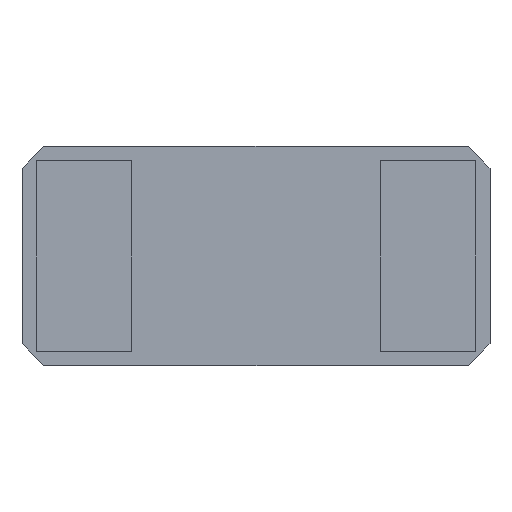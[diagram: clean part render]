
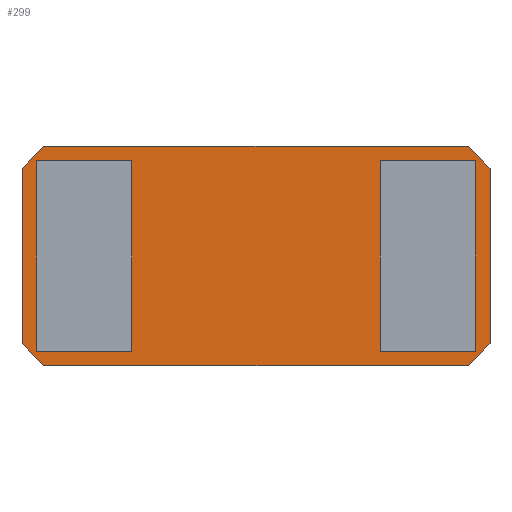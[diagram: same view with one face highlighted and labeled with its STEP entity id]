
A CAD part, front view. The second image highlights one B-rep face of the part: STEP entity #299.
In plain terms, the highlighted planar face has unit normal (0, -1, 0).
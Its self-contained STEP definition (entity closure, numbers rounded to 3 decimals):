
#4 = CARTESIAN_POINT ( 'NONE',  ( -0.85, 0., -0.65 ) ) ;
#6 = CARTESIAN_POINT ( 'NONE',  ( -0.85, 0., -0.65 ) ) ;
#16 = CARTESIAN_POINT ( 'NONE',  ( 0.85, 0., 0.65 ) ) ;
#18 = VERTEX_POINT ( 'NONE', #146 ) ;
#19 = AXIS2_PLACEMENT_3D ( 'NONE', #541, #655, #828 ) ;
#25 = ORIENTED_EDGE ( 'NONE', *, *, #372, .T. ) ;
#26 = CARTESIAN_POINT ( 'NONE',  ( -1.6, 0., -0.6 ) ) ;
#32 = DIRECTION ( 'NONE',  ( -1., 0., 0. ) ) ;
#49 = DIRECTION ( 'NONE',  ( 0., 0., 1. ) ) ;
#61 = CARTESIAN_POINT ( 'NONE',  ( -1.6, 0., 0.6 ) ) ;
#83 = DIRECTION ( 'NONE',  ( 0., 0., -1. ) ) ;
#86 = ORIENTED_EDGE ( 'NONE', *, *, #1203, .T. ) ;
#93 = DIRECTION ( 'NONE',  ( 1., 0., 0. ) ) ;
#94 = LINE ( 'NONE', #288, #635 ) ;
#96 = ORIENTED_EDGE ( 'NONE', *, *, #539, .T. ) ;
#105 = EDGE_CURVE ( 'NONE', #602, #439, #94, .T. ) ;
#111 = LINE ( 'NONE', #983, #224 ) ;
#119 = ORIENTED_EDGE ( 'NONE', *, *, #1234, .F. ) ;
#124 = CARTESIAN_POINT ( 'NONE',  ( 1.5, 0., -0.65 ) ) ;
#135 = DIRECTION ( 'NONE',  ( 0., 0., -1. ) ) ;
#146 = CARTESIAN_POINT ( 'NONE',  ( 1.5, 0., -0.65 ) ) ;
#156 = CARTESIAN_POINT ( 'NONE',  ( -1.45, 0., 0.75 ) ) ;
#162 = CARTESIAN_POINT ( 'NONE',  ( -1.6, 0., 0.6 ) ) ;
#165 = VECTOR ( 'NONE', #211, 1000. ) ;
#174 = EDGE_CURVE ( 'NONE', #338, #1089, #233, .T. ) ;
#197 = DIRECTION ( 'NONE',  ( 1., 0., 0. ) ) ;
#198 = VERTEX_POINT ( 'NONE', #16 ) ;
#199 = DIRECTION ( 'NONE',  ( -0.707, 0., -0.707 ) ) ;
#211 = DIRECTION ( 'NONE',  ( 0., 0., -1. ) ) ;
#223 = ORIENTED_EDGE ( 'NONE', *, *, #1167, .F. ) ;
#224 = VECTOR ( 'NONE', #197, 1000. ) ;
#225 = VECTOR ( 'NONE', #232, 1000. ) ;
#232 = DIRECTION ( 'NONE',  ( 0., 0., 1. ) ) ;
#233 = LINE ( 'NONE', #421, #953 ) ;
#243 = ORIENTED_EDGE ( 'NONE', *, *, #981, .T. ) ;
#248 = CARTESIAN_POINT ( 'NONE',  ( -1.5, 0., -0.65 ) ) ;
#257 = LINE ( 'NONE', #162, #937 ) ;
#270 = ORIENTED_EDGE ( 'NONE', *, *, #1191, .T. ) ;
#285 = EDGE_CURVE ( 'NONE', #1089, #801, #1128, .T. ) ;
#288 = CARTESIAN_POINT ( 'NONE',  ( 1.6, 0., 0.6 ) ) ;
#291 = VECTOR ( 'NONE', #32, 1000. ) ;
#299 = ADVANCED_FACE ( 'NONE', ( #442, #448, #844 ), #663, .T. ) ;
#300 = EDGE_LOOP ( 'NONE', ( #119, #1036, #223, #667, #830, #605, #902, #1042 ) ) ;
#322 = VERTEX_POINT ( 'NONE', #739 ) ;
#338 = VERTEX_POINT ( 'NONE', #61 ) ;
#341 = DIRECTION ( 'NONE',  ( 1., 0., 0. ) ) ;
#351 = DIRECTION ( 'NONE',  ( 0.707, 0., -0.707 ) ) ;
#355 = VECTOR ( 'NONE', #821, 1000. ) ;
#361 = LINE ( 'NONE', #651, #1072 ) ;
#372 = EDGE_CURVE ( 'NONE', #198, #450, #945, .T. ) ;
#373 = VECTOR ( 'NONE', #135, 1000. ) ;
#378 = VERTEX_POINT ( 'NONE', #1238 ) ;
#413 = EDGE_LOOP ( 'NONE', ( #243, #96, #1180, #588 ) ) ;
#421 = CARTESIAN_POINT ( 'NONE',  ( -1.6, 0., 0.6 ) ) ;
#437 = CARTESIAN_POINT ( 'NONE',  ( -1.5, 0., -0.65 ) ) ;
#439 = VERTEX_POINT ( 'NONE', #859 ) ;
#441 = CARTESIAN_POINT ( 'NONE',  ( -1.45, 0., 0.75 ) ) ;
#442 = FACE_OUTER_BOUND ( 'NONE', #300, .T. ) ;
#447 = LINE ( 'NONE', #827, #355 ) ;
#448 = FACE_BOUND ( 'NONE', #971, .T. ) ;
#450 = VERTEX_POINT ( 'NONE', #784 ) ;
#460 = DIRECTION ( 'NONE',  ( 0., 0., 1. ) ) ;
#466 = VERTEX_POINT ( 'NONE', #480 ) ;
#480 = CARTESIAN_POINT ( 'NONE',  ( 1.45, 0., -0.75 ) ) ;
#493 = CARTESIAN_POINT ( 'NONE',  ( 1.45, 0., 0.75 ) ) ;
#508 = EDGE_CURVE ( 'NONE', #439, #466, #596, .T. ) ;
#514 = VERTEX_POINT ( 'NONE', #693 ) ;
#517 = LINE ( 'NONE', #724, #1112 ) ;
#539 = EDGE_CURVE ( 'NONE', #1032, #1059, #754, .T. ) ;
#541 = CARTESIAN_POINT ( 'NONE',  ( 0., 0., 0. ) ) ;
#570 = EDGE_CURVE ( 'NONE', #450, #18, #1219, .T. ) ;
#575 = EDGE_CURVE ( 'NONE', #801, #602, #361, .T. ) ;
#588 = ORIENTED_EDGE ( 'NONE', *, *, #1073, .T. ) ;
#596 = LINE ( 'NONE', #975, #892 ) ;
#602 = VERTEX_POINT ( 'NONE', #732 ) ;
#605 = ORIENTED_EDGE ( 'NONE', *, *, #575, .F. ) ;
#619 = CARTESIAN_POINT ( 'NONE',  ( 0.85, 0., -0.65 ) ) ;
#625 = LINE ( 'NONE', #124, #291 ) ;
#635 = VECTOR ( 'NONE', #83, 1000. ) ;
#651 = CARTESIAN_POINT ( 'NONE',  ( 1.45, 0., 0.75 ) ) ;
#655 = DIRECTION ( 'NONE',  ( 0., -1., 0. ) ) ;
#663 = PLANE ( 'NONE',  #19 ) ;
#667 = ORIENTED_EDGE ( 'NONE', *, *, #508, .F. ) ;
#678 = VECTOR ( 'NONE', #1188, 1000. ) ;
#692 = VECTOR ( 'NONE', #49, 1000. ) ;
#693 = CARTESIAN_POINT ( 'NONE',  ( -1.45, 0., -0.75 ) ) ;
#694 = VECTOR ( 'NONE', #341, 1000. ) ;
#703 = LINE ( 'NONE', #26, #678 ) ;
#709 = LINE ( 'NONE', #619, #225 ) ;
#724 = CARTESIAN_POINT ( 'NONE',  ( -1.5, 0., -0.65 ) ) ;
#732 = CARTESIAN_POINT ( 'NONE',  ( 1.6, 0., 0.6 ) ) ;
#739 = CARTESIAN_POINT ( 'NONE',  ( -1.6, 0., -0.6 ) ) ;
#754 = LINE ( 'NONE', #437, #692 ) ;
#784 = CARTESIAN_POINT ( 'NONE',  ( 1.5, 0., 0.65 ) ) ;
#801 = VERTEX_POINT ( 'NONE', #493 ) ;
#808 = DIRECTION ( 'NONE',  ( 0.707, 0., 0.707 ) ) ;
#810 = VERTEX_POINT ( 'NONE', #6 ) ;
#811 = ORIENTED_EDGE ( 'NONE', *, *, #570, .T. ) ;
#821 = DIRECTION ( 'NONE',  ( -1., 0., 0. ) ) ;
#827 = CARTESIAN_POINT ( 'NONE',  ( -1.45, 0., -0.75 ) ) ;
#828 = DIRECTION ( 'NONE',  ( 0., 0., -1. ) ) ;
#830 = ORIENTED_EDGE ( 'NONE', *, *, #105, .F. ) ;
#844 = FACE_BOUND ( 'NONE', #413, .T. ) ;
#859 = CARTESIAN_POINT ( 'NONE',  ( 1.6, 0., -0.6 ) ) ;
#867 = EDGE_CURVE ( 'NONE', #1059, #1202, #111, .T. ) ;
#887 = CARTESIAN_POINT ( 'NONE',  ( -1.5, 0., 0.65 ) ) ;
#892 = VECTOR ( 'NONE', #199, 1000. ) ;
#902 = ORIENTED_EDGE ( 'NONE', *, *, #285, .F. ) ;
#937 = VECTOR ( 'NONE', #460, 1000. ) ;
#945 = LINE ( 'NONE', #950, #1091 ) ;
#950 = CARTESIAN_POINT ( 'NONE',  ( 1.5, 0., 0.65 ) ) ;
#953 = VECTOR ( 'NONE', #808, 1000. ) ;
#971 = EDGE_LOOP ( 'NONE', ( #811, #86, #270, #25 ) ) ;
#975 = CARTESIAN_POINT ( 'NONE',  ( 1.45, 0., -0.75 ) ) ;
#981 = EDGE_CURVE ( 'NONE', #810, #1032, #517, .T. ) ;
#983 = CARTESIAN_POINT ( 'NONE',  ( -1.5, 0., 0.65 ) ) ;
#997 = CARTESIAN_POINT ( 'NONE',  ( -0.85, 0., 0.65 ) ) ;
#1032 = VERTEX_POINT ( 'NONE', #248 ) ;
#1036 = ORIENTED_EDGE ( 'NONE', *, *, #1181, .F. ) ;
#1042 = ORIENTED_EDGE ( 'NONE', *, *, #174, .F. ) ;
#1059 = VERTEX_POINT ( 'NONE', #887 ) ;
#1072 = VECTOR ( 'NONE', #351, 1000. ) ;
#1073 = EDGE_CURVE ( 'NONE', #1202, #810, #1175, .T. ) ;
#1089 = VERTEX_POINT ( 'NONE', #441 ) ;
#1091 = VECTOR ( 'NONE', #93, 1000. ) ;
#1105 = DIRECTION ( 'NONE',  ( -1., 0., 0. ) ) ;
#1112 = VECTOR ( 'NONE', #1105, 1000. ) ;
#1128 = LINE ( 'NONE', #156, #694 ) ;
#1167 = EDGE_CURVE ( 'NONE', #466, #514, #447, .T. ) ;
#1175 = LINE ( 'NONE', #4, #165 ) ;
#1180 = ORIENTED_EDGE ( 'NONE', *, *, #867, .T. ) ;
#1181 = EDGE_CURVE ( 'NONE', #514, #322, #703, .T. ) ;
#1188 = DIRECTION ( 'NONE',  ( -0.707, 0., 0.707 ) ) ;
#1191 = EDGE_CURVE ( 'NONE', #378, #198, #709, .T. ) ;
#1202 = VERTEX_POINT ( 'NONE', #997 ) ;
#1203 = EDGE_CURVE ( 'NONE', #18, #378, #625, .T. ) ;
#1214 = CARTESIAN_POINT ( 'NONE',  ( 1.5, 0., -0.65 ) ) ;
#1219 = LINE ( 'NONE', #1214, #373 ) ;
#1234 = EDGE_CURVE ( 'NONE', #322, #338, #257, .T. ) ;
#1238 = CARTESIAN_POINT ( 'NONE',  ( 0.85, 0., -0.65 ) ) ;
